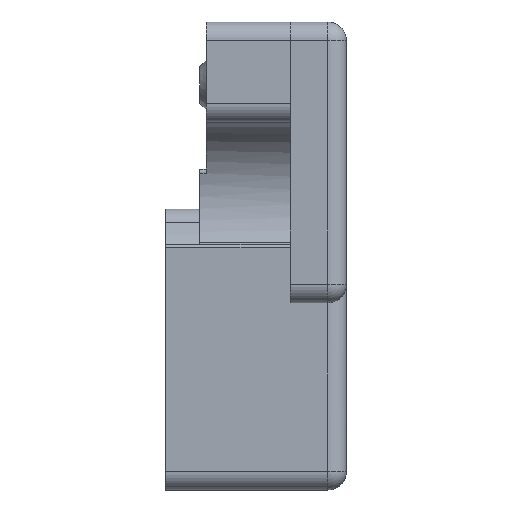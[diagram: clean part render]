
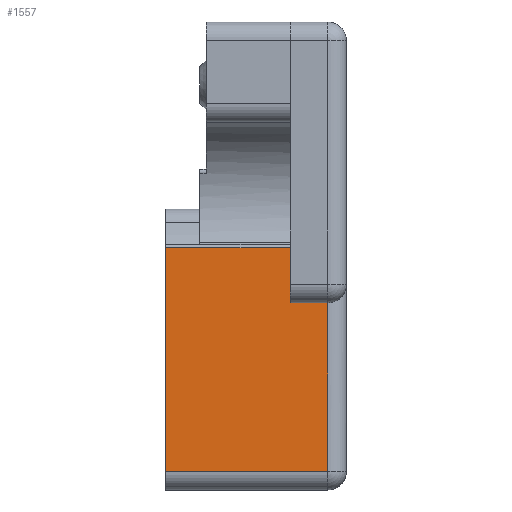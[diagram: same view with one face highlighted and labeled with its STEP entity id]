
A CAD part, left-side view. The second image highlights one B-rep face of the part: STEP entity #1557.
In plain terms, the highlighted planar face has unit normal (-1, 0, 0).
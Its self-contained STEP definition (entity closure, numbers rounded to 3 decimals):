
#159 = ORIENTED_EDGE ( 'NONE', *, *, #1840, .T. ) ;
#256 = ORIENTED_EDGE ( 'NONE', *, *, #1334, .T. ) ;
#259 = VERTEX_POINT ( 'NONE', #4157 ) ;
#340 = CARTESIAN_POINT ( 'NONE',  ( 20., -6., 50. ) ) ;
#473 = LINE ( 'NONE', #3085, #2199 ) ;
#526 = DIRECTION ( 'NONE',  ( 0., 0., 1. ) ) ;
#897 = LINE ( 'NONE', #3593, #3483 ) ;
#1037 = EDGE_LOOP ( 'NONE', ( #159, #256, #1342, #1482, #2986, #2835 ) ) ;
#1053 = FACE_OUTER_BOUND ( 'NONE', #1037, .T. ) ;
#1189 = VERTEX_POINT ( 'NONE', #2479 ) ;
#1334 = EDGE_CURVE ( 'NONE', #1189, #2548, #897, .T. ) ;
#1342 = ORIENTED_EDGE ( 'NONE', *, *, #3663, .F. ) ;
#1369 = EDGE_CURVE ( 'NONE', #2992, #259, #4701, .T. ) ;
#1482 = ORIENTED_EDGE ( 'NONE', *, *, #2980, .T. ) ;
#1557 = ADVANCED_FACE ( 'NONE', ( #1053 ), #1587, .T. ) ;
#1587 = PLANE ( 'NONE',  #4414 ) ;
#1707 = CARTESIAN_POINT ( 'NONE',  ( 20., 20., 58.848 ) ) ;
#1781 = DIRECTION ( 'NONE',  ( 0., -1., 0. ) ) ;
#1840 = EDGE_CURVE ( 'NONE', #259, #1189, #3121, .T. ) ;
#1918 = CARTESIAN_POINT ( 'NONE',  ( 20., -6., 23. ) ) ;
#1959 = DIRECTION ( 'NONE',  ( 0., 1., 0. ) ) ;
#1979 = CARTESIAN_POINT ( 'NONE',  ( 20., -9., 0. ) ) ;
#2199 = VECTOR ( 'NONE', #526, 1000. ) ;
#2300 = VERTEX_POINT ( 'NONE', #1918 ) ;
#2370 = VECTOR ( 'NONE', #1781, 1000. ) ;
#2479 = CARTESIAN_POINT ( 'NONE',  ( 20., 0., 58.848 ) ) ;
#2535 = DIRECTION ( 'NONE',  ( 0., 0., 1. ) ) ;
#2548 = VERTEX_POINT ( 'NONE', #1707 ) ;
#2594 = VERTEX_POINT ( 'NONE', #3931 ) ;
#2687 = CARTESIAN_POINT ( 'NONE',  ( 20., -9., 23. ) ) ;
#2835 = ORIENTED_EDGE ( 'NONE', *, *, #1369, .T. ) ;
#2941 = LINE ( 'NONE', #2687, #2370 ) ;
#2980 = EDGE_CURVE ( 'NONE', #2594, #2300, #2941, .T. ) ;
#2986 = ORIENTED_EDGE ( 'NONE', *, *, #3004, .T. ) ;
#2992 = VERTEX_POINT ( 'NONE', #340 ) ;
#3004 = EDGE_CURVE ( 'NONE', #2300, #2992, #3813, .T. ) ;
#3085 = CARTESIAN_POINT ( 'NONE',  ( 20., 20., 20. ) ) ;
#3121 = LINE ( 'NONE', #4723, #4232 ) ;
#3200 = DIRECTION ( 'NONE',  ( -1., 0., 0. ) ) ;
#3232 = VECTOR ( 'NONE', #4267, 1000. ) ;
#3421 = CARTESIAN_POINT ( 'NONE',  ( 20., -6., 50. ) ) ;
#3483 = VECTOR ( 'NONE', #4396, 1000. ) ;
#3593 = CARTESIAN_POINT ( 'NONE',  ( 20., -9., 58.848 ) ) ;
#3663 = EDGE_CURVE ( 'NONE', #2594, #2548, #473, .T. ) ;
#3717 = VECTOR ( 'NONE', #1959, 1000. ) ;
#3779 = CARTESIAN_POINT ( 'NONE',  ( 20., -9., 50. ) ) ;
#3813 = LINE ( 'NONE', #3421, #3232 ) ;
#3931 = CARTESIAN_POINT ( 'NONE',  ( 20., 20., 23. ) ) ;
#4157 = CARTESIAN_POINT ( 'NONE',  ( 20., 0., 50. ) ) ;
#4232 = VECTOR ( 'NONE', #2535, 1000. ) ;
#4267 = DIRECTION ( 'NONE',  ( 0., 0., 1. ) ) ;
#4396 = DIRECTION ( 'NONE',  ( 0., 1., 0. ) ) ;
#4414 = AXIS2_PLACEMENT_3D ( 'NONE', #1979, #3200, #4741 ) ;
#4701 = LINE ( 'NONE', #3779, #3717 ) ;
#4723 = CARTESIAN_POINT ( 'NONE',  ( 20., 0., 20. ) ) ;
#4741 = DIRECTION ( 'NONE',  ( 0., 0., 1. ) ) ;
